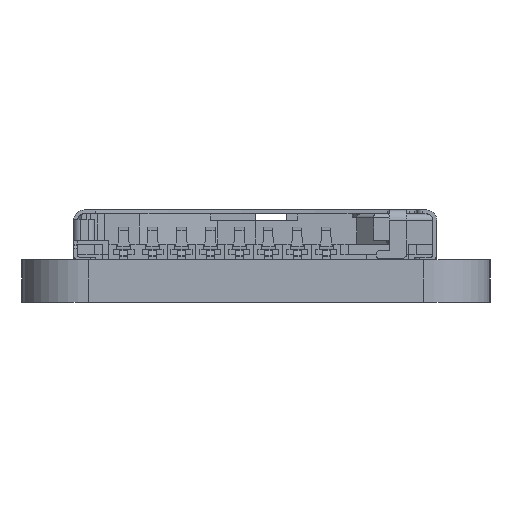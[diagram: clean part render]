
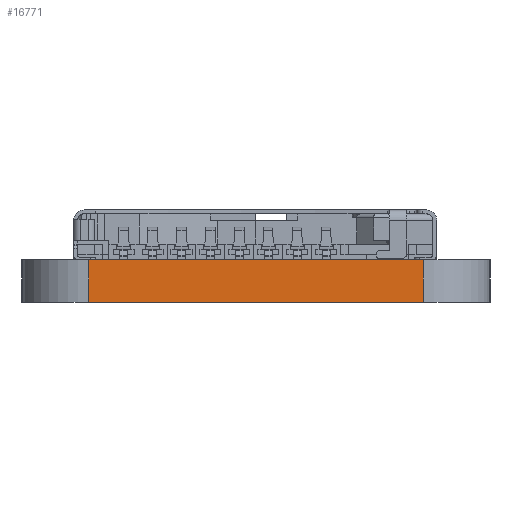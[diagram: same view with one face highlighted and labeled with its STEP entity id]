
A CAD part, front view. The second image highlights one B-rep face of the part: STEP entity #16771.
In plain terms, the highlighted planar face has unit normal (0, -1, 0).
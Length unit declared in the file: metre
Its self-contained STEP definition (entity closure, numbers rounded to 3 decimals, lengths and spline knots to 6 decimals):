
#304=PLANE('',#18333);
#1361=LINE('',#25744,#3295);
#1375=LINE('',#25853,#3309);
#1402=LINE('',#25936,#3336);
#1403=LINE('',#25938,#3337);
#3295=VECTOR('',#20975,1.);
#3309=VECTOR('',#21071,1.);
#3336=VECTOR('',#21168,1.);
#3337=VECTOR('',#21171,1.);
#6690=ORIENTED_EDGE('',*,*,#10620,.T.);
#6691=ORIENTED_EDGE('',*,*,#10663,.F.);
#6692=ORIENTED_EDGE('',*,*,#10566,.F.);
#6693=ORIENTED_EDGE('',*,*,#10662,.T.);
#10566=EDGE_CURVE('',#12740,#12741,#1361,.T.);
#10620=EDGE_CURVE('',#12795,#12794,#1375,.T.);
#10662=EDGE_CURVE('',#12740,#12795,#1402,.T.);
#10663=EDGE_CURVE('',#12741,#12794,#1403,.T.);
#12740=VERTEX_POINT('',#25743);
#12741=VERTEX_POINT('',#25745);
#12794=VERTEX_POINT('',#25852);
#12795=VERTEX_POINT('',#25854);
#14647=EDGE_LOOP('',(#6690,#6691,#6692,#6693));
#15592=FACE_BOUND('',#14647,.T.);
#16771=ADVANCED_FACE('',(#15592),#304,.F.);
#18333=AXIS2_PLACEMENT_3D('',#25937,#21169,#21170);
#20975=DIRECTION('',(1.,0.,0.));
#21071=DIRECTION('',(1.,0.,0.));
#21168=DIRECTION('',(0.,0.,-1.));
#21169=DIRECTION('',(0.,1.,0.));
#21170=DIRECTION('',(0.,0.,1.));
#21171=DIRECTION('',(0.,0.,-1.));
#25743=CARTESIAN_POINT('',(0.00254,0.,0.0016));
#25744=CARTESIAN_POINT('',(0.00889,0.,0.0016));
#25745=CARTESIAN_POINT('',(0.01524,0.,0.0016));
#25852=CARTESIAN_POINT('',(0.01524,0.,0.));
#25853=CARTESIAN_POINT('',(0.00889,0.,0.));
#25854=CARTESIAN_POINT('',(0.00254,0.,0.));
#25936=CARTESIAN_POINT('',(0.00254,0.,0.0016));
#25937=CARTESIAN_POINT('',(0.00889,0.,0.0016));
#25938=CARTESIAN_POINT('',(0.01524,0.,0.0016));
